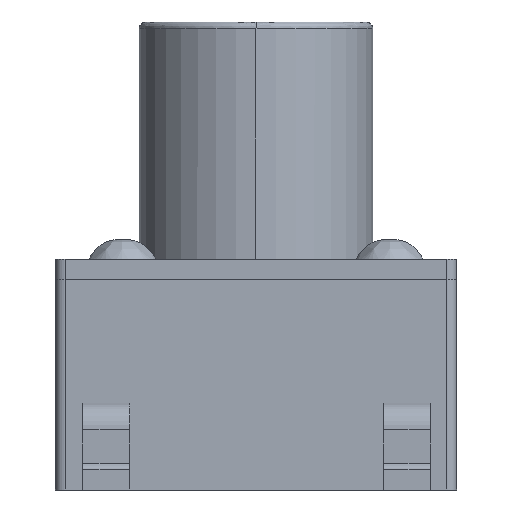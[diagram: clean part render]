
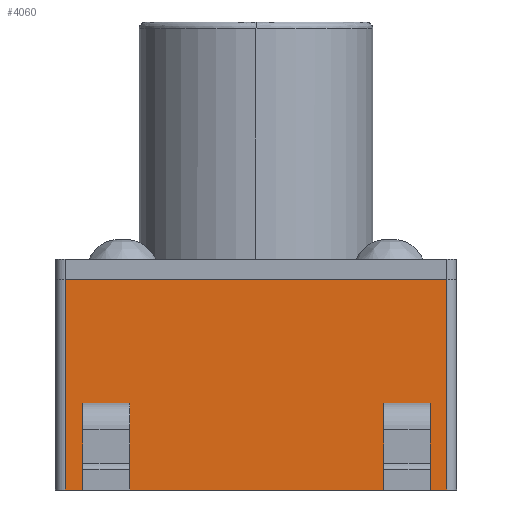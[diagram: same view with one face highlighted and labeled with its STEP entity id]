
A CAD part, left-side view. The second image highlights one B-rep face of the part: STEP entity #4060.
In plain terms, the highlighted planar face has unit normal (-1, 0, 0).
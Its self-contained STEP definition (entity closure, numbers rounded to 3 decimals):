
#56 = EDGE_CURVE ( 'NONE', #1170, #357, #2811, .T. ) ;
#357 = VERTEX_POINT ( 'NONE', #4458 ) ;
#473 = LINE ( 'NONE', #1576, #1301 ) ;
#660 = FACE_OUTER_BOUND ( 'NONE', #3868, .T. ) ;
#730 = ORIENTED_EDGE ( 'NONE', *, *, #1721, .T. ) ;
#840 = ORIENTED_EDGE ( 'NONE', *, *, #2013, .T. ) ;
#974 = CARTESIAN_POINT ( 'NONE',  ( -3., -2.85, 0. ) ) ;
#1093 = CARTESIAN_POINT ( 'NONE',  ( -3., 0., 0. ) ) ;
#1113 = DIRECTION ( 'NONE',  ( 0., 0., 1. ) ) ;
#1118 = CARTESIAN_POINT ( 'NONE',  ( -3., -2.85, 3.15 ) ) ;
#1170 = VERTEX_POINT ( 'NONE', #1118 ) ;
#1301 = VECTOR ( 'NONE', #3562, 1000. ) ;
#1403 = DIRECTION ( 'NONE',  ( 0., 0., 1. ) ) ;
#1576 = CARTESIAN_POINT ( 'NONE',  ( -3., 2.85, 0. ) ) ;
#1721 = EDGE_CURVE ( 'NONE', #2304, #1170, #4481, .T. ) ;
#2013 = EDGE_CURVE ( 'NONE', #3013, #2304, #2152, .T. ) ;
#2152 = LINE ( 'NONE', #4921, #3673 ) ;
#2304 = VERTEX_POINT ( 'NONE', #974 ) ;
#2550 = DIRECTION ( 'NONE',  ( 0., -1., 0. ) ) ;
#2637 = CARTESIAN_POINT ( 'NONE',  ( -3., 0., 3.15 ) ) ;
#2718 = ORIENTED_EDGE ( 'NONE', *, *, #5208, .T. ) ;
#2811 = LINE ( 'NONE', #2637, #3185 ) ;
#3013 = VERTEX_POINT ( 'NONE', #4853 ) ;
#3185 = VECTOR ( 'NONE', #3844, 1000. ) ;
#3562 = DIRECTION ( 'NONE',  ( 0., 0., -1. ) ) ;
#3673 = VECTOR ( 'NONE', #2550, 1000. ) ;
#3844 = DIRECTION ( 'NONE',  ( 0., 1., 0. ) ) ;
#3868 = EDGE_LOOP ( 'NONE', ( #730, #4844, #2718, #840 ) ) ;
#4060 = ADVANCED_FACE ( 'NONE', ( #660 ), #4718, .T. ) ;
#4322 = DIRECTION ( 'NONE',  ( -1., 0., 0. ) ) ;
#4458 = CARTESIAN_POINT ( 'NONE',  ( -3., 2.85, 3.15 ) ) ;
#4481 = LINE ( 'NONE', #4635, #4537 ) ;
#4537 = VECTOR ( 'NONE', #1403, 1000. ) ;
#4635 = CARTESIAN_POINT ( 'NONE',  ( -3., -2.85, 0. ) ) ;
#4718 = PLANE ( 'NONE',  #4736 ) ;
#4736 = AXIS2_PLACEMENT_3D ( 'NONE', #1093, #4322, #1113 ) ;
#4844 = ORIENTED_EDGE ( 'NONE', *, *, #56, .T. ) ;
#4853 = CARTESIAN_POINT ( 'NONE',  ( -3., 2.85, 0. ) ) ;
#4921 = CARTESIAN_POINT ( 'NONE',  ( -3., 0., 0. ) ) ;
#5208 = EDGE_CURVE ( 'NONE', #357, #3013, #473, .T. ) ;
